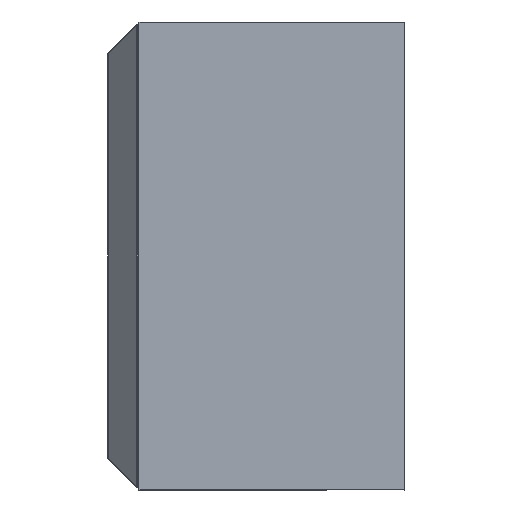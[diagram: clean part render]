
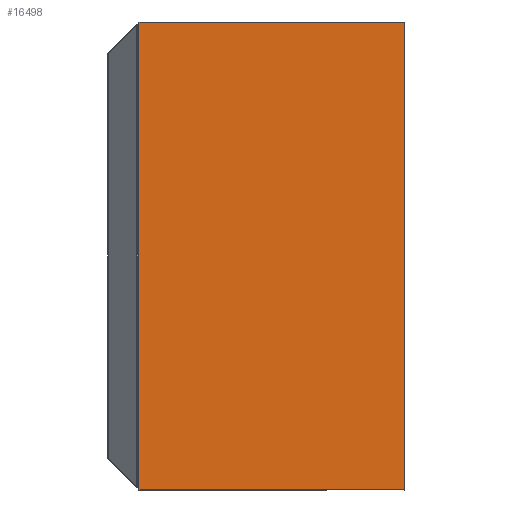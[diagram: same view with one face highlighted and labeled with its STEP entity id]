
A CAD part, left-side view. The second image highlights one B-rep face of the part: STEP entity #16498.
In plain terms, the highlighted planar face has unit normal (-1, 0, 0).
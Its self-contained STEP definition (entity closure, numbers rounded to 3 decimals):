
#1684 = EDGE_CURVE ( 'NONE', #16980, #11698, #20312, .T. ) ;
#1992 = DIRECTION ( 'NONE',  ( 1., 0., 0. ) ) ;
#2675 = EDGE_CURVE ( 'NONE', #18393, #21783, #17252, .T. ) ;
#3793 = LINE ( 'NONE', #10479, #26076 ) ;
#4024 = DIRECTION ( 'NONE',  ( 0., -1., 0. ) ) ;
#4971 = ORIENTED_EDGE ( 'NONE', *, *, #9481, .F. ) ;
#5498 = EDGE_LOOP ( 'NONE', ( #21352, #4971, #17145, #15120 ) ) ;
#5870 = CARTESIAN_POINT ( 'NONE',  ( -27.4, 0., 15. ) ) ;
#9095 = FACE_OUTER_BOUND ( 'NONE', #5498, .T. ) ;
#9481 = EDGE_CURVE ( 'NONE', #21783, #11698, #9555, .T. ) ;
#9555 = LINE ( 'NONE', #15945, #15310 ) ;
#10479 = CARTESIAN_POINT ( 'NONE',  ( -27.4, 17., -15. ) ) ;
#11698 = VERTEX_POINT ( 'NONE', #5870 ) ;
#12375 = DIRECTION ( 'NONE',  ( 0., 0., 1. ) ) ;
#12789 = PLANE ( 'NONE',  #22933 ) ;
#14620 = VECTOR ( 'NONE', #12375, 1000. ) ;
#14940 = CARTESIAN_POINT ( 'NONE',  ( -27.4, 17., -15. ) ) ;
#15086 = EDGE_CURVE ( 'NONE', #18393, #16980, #3793, .T. ) ;
#15120 = ORIENTED_EDGE ( 'NONE', *, *, #15086, .T. ) ;
#15310 = VECTOR ( 'NONE', #18132, 1000. ) ;
#15945 = CARTESIAN_POINT ( 'NONE',  ( -27.4, 17., 15. ) ) ;
#16498 = ADVANCED_FACE ( 'NONE', ( #9095 ), #12789, .F. ) ;
#16698 = CARTESIAN_POINT ( 'NONE',  ( -27.4, 0., -15. ) ) ;
#16980 = VERTEX_POINT ( 'NONE', #23214 ) ;
#17109 = DIRECTION ( 'NONE',  ( 0., 0., -1. ) ) ;
#17145 = ORIENTED_EDGE ( 'NONE', *, *, #2675, .F. ) ;
#17252 = LINE ( 'NONE', #23035, #22980 ) ;
#18132 = DIRECTION ( 'NONE',  ( 0., -1., 0. ) ) ;
#18393 = VERTEX_POINT ( 'NONE', #25596 ) ;
#20312 = LINE ( 'NONE', #16698, #14620 ) ;
#21352 = ORIENTED_EDGE ( 'NONE', *, *, #1684, .T. ) ;
#21783 = VERTEX_POINT ( 'NONE', #26165 ) ;
#22933 = AXIS2_PLACEMENT_3D ( 'NONE', #14940, #1992, #17109 ) ;
#22980 = VECTOR ( 'NONE', #27406, 1000. ) ;
#23035 = CARTESIAN_POINT ( 'NONE',  ( -27.4, 17., -15. ) ) ;
#23214 = CARTESIAN_POINT ( 'NONE',  ( -27.4, 0., -15. ) ) ;
#25596 = CARTESIAN_POINT ( 'NONE',  ( -27.4, 17., -15. ) ) ;
#26076 = VECTOR ( 'NONE', #4024, 1000. ) ;
#26165 = CARTESIAN_POINT ( 'NONE',  ( -27.4, 17., 15. ) ) ;
#27406 = DIRECTION ( 'NONE',  ( 0., 0., 1. ) ) ;
